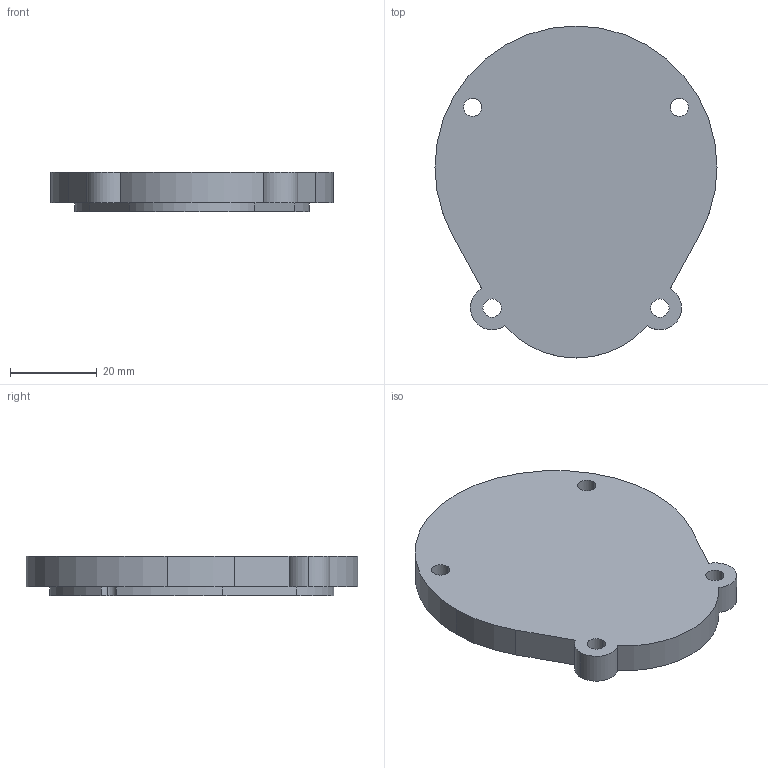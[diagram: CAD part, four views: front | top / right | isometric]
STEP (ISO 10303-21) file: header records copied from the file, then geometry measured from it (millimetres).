
FILE_DESCRIPTION (( 'STEP AP214' ), '1' );
FILE_NAME ('Tool Changer Box Cover.step', '2019-11-12T08:11:29', ( '' ), ( '' ), 'SwSTEP 2.0', 'SolidWorks 2019', '' );
FILE_SCHEMA (( 'AUTOMOTIVE_DESIGN' ));
Length unit declared in the file: millimetre
Products named in the file (1): Tool Changer Box Cover
Bounding box: 65 x 76.5 x 9 mm (x, y, z)
Volume: 26384.5 mm3; surface area: 10591.7 mm2
Topology: 1 solids, 1 shells, 40 faces, 108 edges, 72 vertices
Faces by surface type: cylinder 28, plane 12
Entity records: 1342 total; most frequent: DIRECTION 250, CARTESIAN_POINT 221, ORIENTED_EDGE 216, EDGE_CURVE 108, AXIS2_PLACEMENT_3D 101, VERTEX_POINT 72, CIRCLE 60, EDGE_LOOP 50
